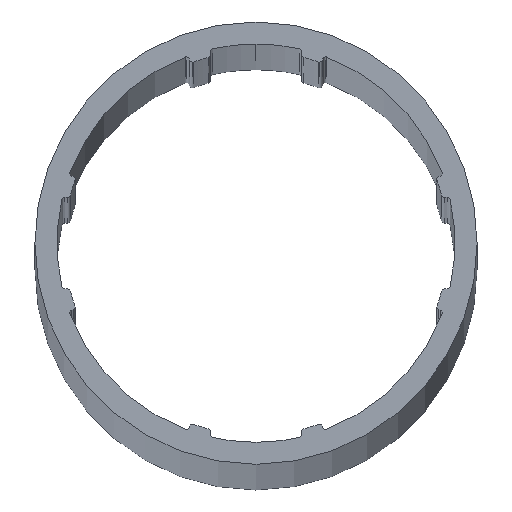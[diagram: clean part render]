
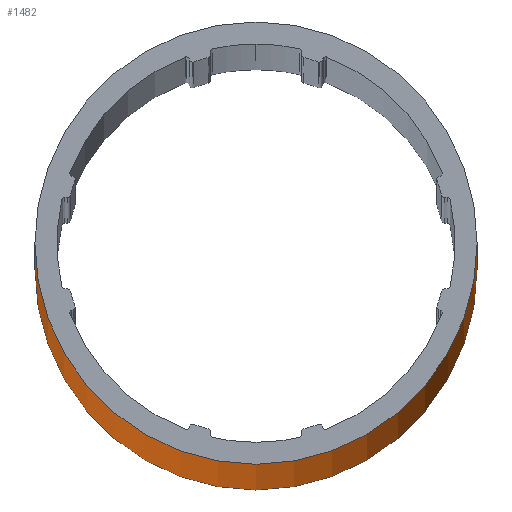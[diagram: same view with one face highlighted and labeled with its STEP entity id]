
A CAD part, top view. The second image highlights one B-rep face of the part: STEP entity #1482.
In plain terms, the highlighted cylindrical face has radius 15 mm (diameter 30 mm), a full revolution.
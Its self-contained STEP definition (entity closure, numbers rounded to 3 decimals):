
#110=FACE_OUTER_BOUND('',#188,.T.);
#188=EDGE_LOOP('',(#1269,#1270,#1271,#1272));
#307=CIRCLE('',#1695,15.);
#308=CIRCLE('',#1697,15.);
#415=LINE('',#2649,#522);
#522=VECTOR('',#2195,15.);
#671=VERTEX_POINT('',#2644);
#672=VERTEX_POINT('',#2647);
#895=EDGE_CURVE('',#671,#671,#307,.T.);
#896=EDGE_CURVE('',#672,#672,#308,.T.);
#897=EDGE_CURVE('',#672,#671,#415,.T.);
#1269=ORIENTED_EDGE('',*,*,#896,.F.);
#1270=ORIENTED_EDGE('',*,*,#897,.T.);
#1271=ORIENTED_EDGE('',*,*,#895,.F.);
#1272=ORIENTED_EDGE('',*,*,#897,.F.);
#1406=CYLINDRICAL_SURFACE('',#1696,15.);
#1482=ADVANCED_FACE('',(#110),#1406,.T.);
#1695=AXIS2_PLACEMENT_3D('',#2645,#2189,#2190);
#1696=AXIS2_PLACEMENT_3D('',#2646,#2191,#2192);
#1697=AXIS2_PLACEMENT_3D('',#2648,#2193,#2194);
#2189=DIRECTION('center_axis',(0.,0.,-1.));
#2190=DIRECTION('ref_axis',(-1.,0.,0.));
#2191=DIRECTION('center_axis',(0.,0.,1.));
#2192=DIRECTION('ref_axis',(-1.,0.,0.));
#2193=DIRECTION('center_axis',(0.,0.,1.));
#2194=DIRECTION('ref_axis',(-1.,0.,0.));
#2195=DIRECTION('',(0.,0.,-1.));
#2644=CARTESIAN_POINT('',(15.,0.,-500.));
#2645=CARTESIAN_POINT('Origin',(0.,0.,
-500.));
#2646=CARTESIAN_POINT('Origin',(0.,0.,
0.));
#2647=CARTESIAN_POINT('',(15.,0.,500.));
#2648=CARTESIAN_POINT('Origin',(0.,0.,
500.));
#2649=CARTESIAN_POINT('',(15.,0.,0.));
